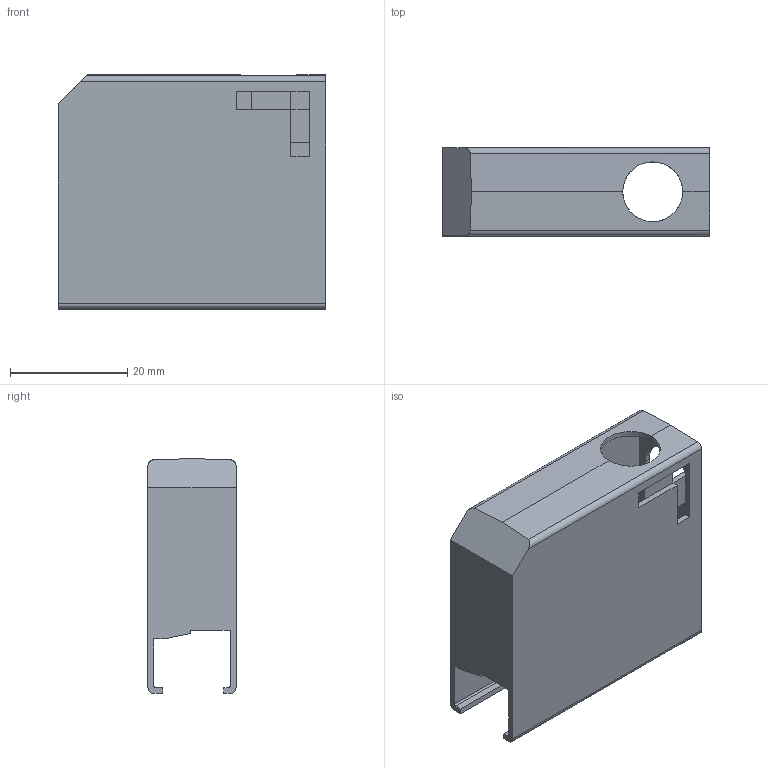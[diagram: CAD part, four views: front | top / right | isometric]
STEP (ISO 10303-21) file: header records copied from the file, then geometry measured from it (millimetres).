
FILE_DESCRIPTION(('CATIA V5 STEP Exchange','CAx-IF Rec.Pracs.--- Model Styling and Organization---1.2---2011-12-15'),'2;1');
FILE_NAME ('D1455309_0_1745680000_1745680000.stp','2018-09-19T02:47:58+00:00',('none'),('Weidmueller'),'CATIA Version 5-6 Release 2014','CATIA V5 STEP AP214','none');
FILE_SCHEMA(('AUTOMOTIVE_DESIGN { 1 0 10303 214 1 1 1 1 }'));
Length unit declared in the file: millimetre
Products named in the file (1): 1745680000
Bounding box: 45.5 x 15 x 40 mm (x, y, z)
Volume: 4815.8 mm3; surface area: 9875.3 mm2
Topology: 1 solids, 1 shells, 60 faces, 184 edges, 119 vertices
Faces by surface type: plane 50, cylinder 10
Entity records: 2048 total; most frequent: CARTESIAN_POINT 410, ORIENTED_EDGE 368, DIRECTION 280, EDGE_CURVE 184, VECTOR 164, LINE 164, VERTEX_POINT 119, AXIS2_PLACEMENT_3D 67
